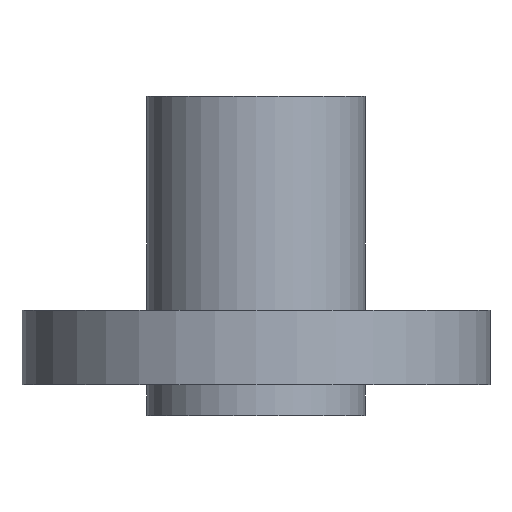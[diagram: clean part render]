
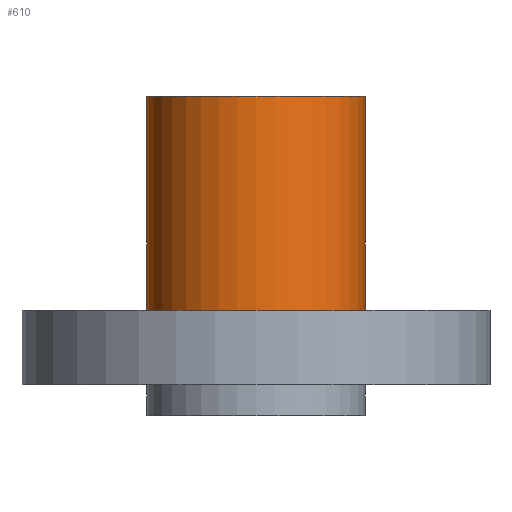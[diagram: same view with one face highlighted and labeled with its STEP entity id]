
A CAD part, front view. The second image highlights one B-rep face of the part: STEP entity #610.
In plain terms, the highlighted cylindrical face has radius 5.125 mm (diameter 10.25 mm), a full revolution.
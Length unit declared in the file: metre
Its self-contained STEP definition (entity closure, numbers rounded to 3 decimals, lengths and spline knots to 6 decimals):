
#66 = PLANE('',#67);
#67 = AXIS2_PLACEMENT_3D('',#68,#69,#70);
#68 = CARTESIAN_POINT('',(0.011,0.,0.0035));
#69 = DIRECTION('',(0.,0.,-1.));
#70 = DIRECTION('',(-1.,0.,0.));
#415 = EDGE_CURVE('',#416,#416,#418,.T.);
#416 = VERTEX_POINT('',#417);
#417 = CARTESIAN_POINT('',(0.005125,0.,0.0035));
#418 = SURFACE_CURVE('',#419,(#424,#431),.PCURVE_S1.);
#419 = CIRCLE('',#420,0.005125);
#420 = AXIS2_PLACEMENT_3D('',#421,#422,#423);
#421 = CARTESIAN_POINT('',(0.,0.,0.0035));
#422 = DIRECTION('',(0.,0.,-1.));
#423 = DIRECTION('',(1.,0.,0.));
#424 = PCURVE('',#66,#425);
#425 = DEFINITIONAL_REPRESENTATION('',(#426),#430);
#426 = CIRCLE('',#427,0.005125);
#427 = AXIS2_PLACEMENT_2D('',#428,#429);
#428 = CARTESIAN_POINT('',(0.011,0.));
#429 = DIRECTION('',(-1.,0.));
#430 = ( GEOMETRIC_REPRESENTATION_CONTEXT(2) 
PARAMETRIC_REPRESENTATION_CONTEXT() REPRESENTATION_CONTEXT('2D SPACE',''
  ) );
#431 = PCURVE('',#432,#437);
#432 = CYLINDRICAL_SURFACE('',#433,0.005125);
#433 = AXIS2_PLACEMENT_3D('',#434,#435,#436);
#434 = CARTESIAN_POINT('',(0.,0.,-0.00145));
#435 = DIRECTION('',(0.,0.,-1.));
#436 = DIRECTION('',(1.,0.,0.));
#437 = DEFINITIONAL_REPRESENTATION('',(#438),#442);
#438 = LINE('',#439,#440);
#439 = CARTESIAN_POINT('',(-6.283,-0.005));
#440 = VECTOR('',#441,1.);
#441 = DIRECTION('',(1.,0.));
#442 = ( GEOMETRIC_REPRESENTATION_CONTEXT(2) 
PARAMETRIC_REPRESENTATION_CONTEXT() REPRESENTATION_CONTEXT('2D SPACE',''
  ) );
#610 = ADVANCED_FACE('',(#611),#432,.T.);
#611 = FACE_BOUND('',#612,.F.);
#612 = EDGE_LOOP('',(#613,#614,#637,#668));
#613 = ORIENTED_EDGE('',*,*,#415,.T.);
#614 = ORIENTED_EDGE('',*,*,#615,.T.);
#615 = EDGE_CURVE('',#416,#616,#618,.T.);
#616 = VERTEX_POINT('',#617);
#617 = CARTESIAN_POINT('',(0.005125,0.,0.01355));
#618 = SEAM_CURVE('',#619,(#623,#630),.PCURVE_S1.);
#619 = LINE('',#620,#621);
#620 = CARTESIAN_POINT('',(0.005125,0.,-0.00145));
#621 = VECTOR('',#622,0.001);
#622 = DIRECTION('',(0.,0.,1.));
#623 = PCURVE('',#432,#624);
#624 = DEFINITIONAL_REPRESENTATION('',(#625),#629);
#625 = LINE('',#626,#627);
#626 = CARTESIAN_POINT('',(-6.283,0.));
#627 = VECTOR('',#628,1.);
#628 = DIRECTION('',(0.,-1.));
#629 = ( GEOMETRIC_REPRESENTATION_CONTEXT(2) 
PARAMETRIC_REPRESENTATION_CONTEXT() REPRESENTATION_CONTEXT('2D SPACE',''
  ) );
#630 = PCURVE('',#432,#631);
#631 = DEFINITIONAL_REPRESENTATION('',(#632),#636);
#632 = LINE('',#633,#634);
#633 = CARTESIAN_POINT('',(0.,0.));
#634 = VECTOR('',#635,1.);
#635 = DIRECTION('',(0.,-1.));
#636 = ( GEOMETRIC_REPRESENTATION_CONTEXT(2) 
PARAMETRIC_REPRESENTATION_CONTEXT() REPRESENTATION_CONTEXT('2D SPACE',''
  ) );
#637 = ORIENTED_EDGE('',*,*,#638,.T.);
#638 = EDGE_CURVE('',#616,#616,#639,.T.);
#639 = SURFACE_CURVE('',#640,(#645,#652),.PCURVE_S1.);
#640 = CIRCLE('',#641,0.005125);
#641 = AXIS2_PLACEMENT_3D('',#642,#643,#644);
#642 = CARTESIAN_POINT('',(0.,0.,0.01355));
#643 = DIRECTION('',(0.,0.,1.));
#644 = DIRECTION('',(1.,0.,0.));
#645 = PCURVE('',#432,#646);
#646 = DEFINITIONAL_REPRESENTATION('',(#647),#651);
#647 = LINE('',#648,#649);
#648 = CARTESIAN_POINT('',(0.,-0.015));
#649 = VECTOR('',#650,1.);
#650 = DIRECTION('',(-1.,0.));
#651 = ( GEOMETRIC_REPRESENTATION_CONTEXT(2) 
PARAMETRIC_REPRESENTATION_CONTEXT() REPRESENTATION_CONTEXT('2D SPACE',''
  ) );
#652 = PCURVE('',#653,#658);
#653 = PLANE('',#654);
#654 = AXIS2_PLACEMENT_3D('',#655,#656,#657);
#655 = CARTESIAN_POINT('',(0.005125,0.,0.01355));
#656 = DIRECTION('',(0.,0.,-1.));
#657 = DIRECTION('',(-1.,0.,0.));
#658 = DEFINITIONAL_REPRESENTATION('',(#659),#667);
#659 = ( BOUNDED_CURVE() B_SPLINE_CURVE(2,(#660,#661,#662,#663,#664,#665
,#666),.UNSPECIFIED.,.F.,.F.) B_SPLINE_CURVE_WITH_KNOTS((1,2,2,2,2,1),(
    -2.094395,0.,2.094395,4.18879,6.283185,
8.37758),.UNSPECIFIED.) CURVE() GEOMETRIC_REPRESENTATION_ITEM() 
RATIONAL_B_SPLINE_CURVE((1.,0.5,1.,0.5,1.,0.5,1.)) REPRESENTATION_ITEM(
  '') );
#660 = CARTESIAN_POINT('',(0.,0.));
#661 = CARTESIAN_POINT('',(0.,0.009));
#662 = CARTESIAN_POINT('',(0.008,0.004));
#663 = CARTESIAN_POINT('',(0.015,0.));
#664 = CARTESIAN_POINT('',(0.008,-0.004));
#665 = CARTESIAN_POINT('',(0.,-0.009));
#666 = CARTESIAN_POINT('',(0.,0.));
#667 = ( GEOMETRIC_REPRESENTATION_CONTEXT(2) 
PARAMETRIC_REPRESENTATION_CONTEXT() REPRESENTATION_CONTEXT('2D SPACE',''
  ) );
#668 = ORIENTED_EDGE('',*,*,#615,.F.);
